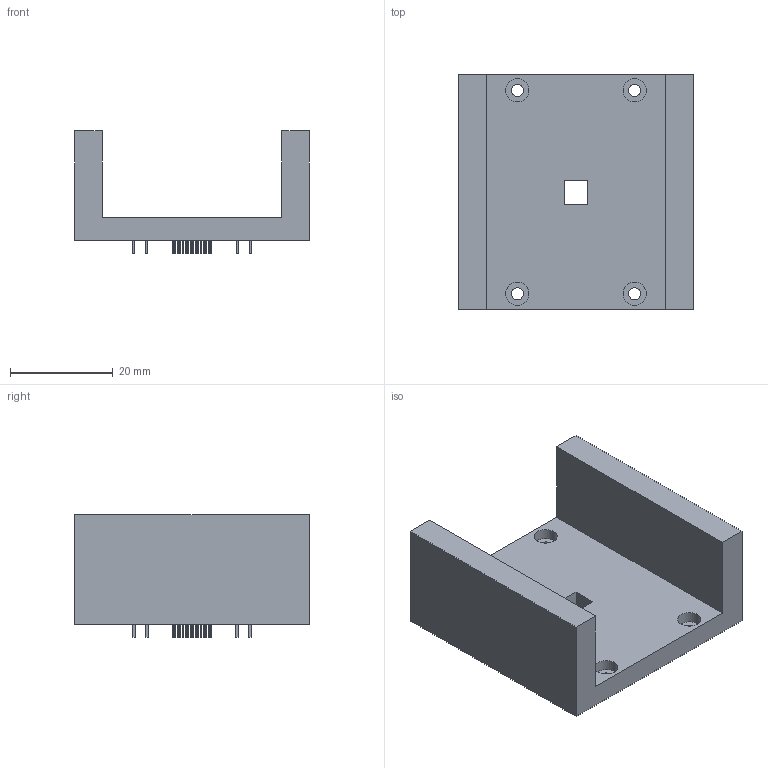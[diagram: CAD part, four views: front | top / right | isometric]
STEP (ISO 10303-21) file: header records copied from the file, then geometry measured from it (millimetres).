
FILE_DESCRIPTION(('FreeCAD Model'),'2;1');
FILE_NAME( '8000-50mm-64T.step' ,'2019-09-24T11:07:43',('Author'),(''), 'Open CASCADE STEP processor 7.3','FreeCAD','Unknown');
FILE_SCHEMA(('AUTOMOTIVE_DESIGN { 1 0 10303 214 1 1 1 1 }'));
Length unit declared in the file: millimetre
Products named in the file (1): Pocket003
Bounding box: 45.72 x 45.72 x 23.82 mm (x, y, z)
Volume: 16964.8 mm3; surface area: 9336.9 mm2
Topology: 1 solids, 1 shells, 366 faces, 876 edges, 584 vertices
Faces by surface type: plane 358, cylinder 8
Full cylindrical faces by diameter (mm): 2.36 x4, 4.5 x4
Entity records: 21317 total; most frequent: CARTESIAN_POINT 4123, DIRECTION 2854, LINE 2076, VECTOR 2076, ORIENTED_EDGE 1752, PCURVE 1752, DEFINITIONAL_REPRESENTATION 1752, EDGE_CURVE 876
